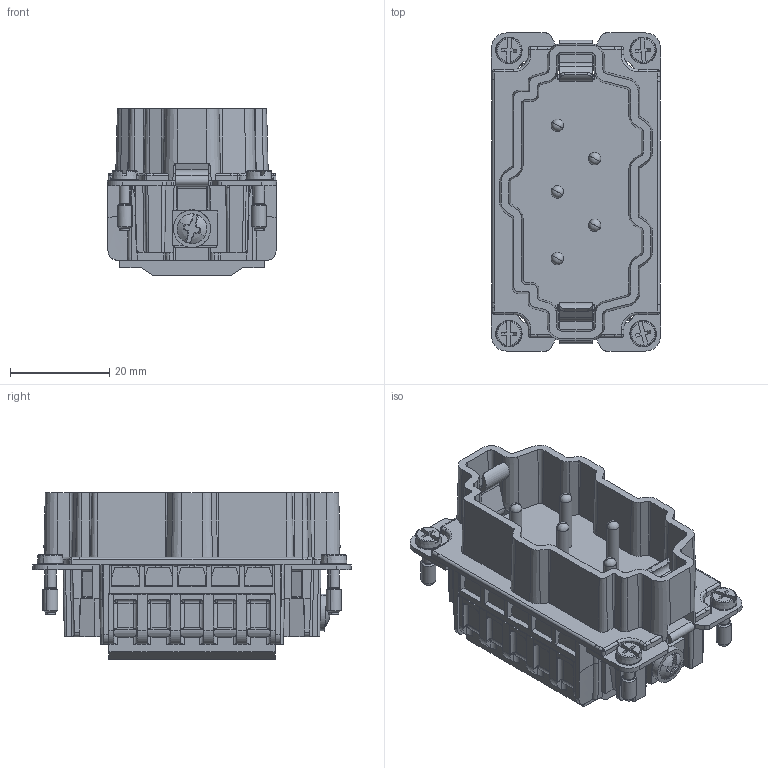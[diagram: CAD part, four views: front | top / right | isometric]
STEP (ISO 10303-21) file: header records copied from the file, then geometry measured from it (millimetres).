
FILE_DESCRIPTION(('CATIA V5 STEP Exchange','CAx-IF Rec.Pracs.--- Model Styling and Organization---1.4--- 2014-01-23'),'2;1');
FILE_NAME ('13466457_3_1967230000_1967230000.stp','2019-10-25T09:40:16+00:00',('none'),('Weidmueller'),'CATIA Version 5-6 Release 2016 SP3 HF44','CATIA V5 STEP AP214','none');
FILE_SCHEMA(('AUTOMOTIVE_DESIGN { 1 0 10303 214 1 1 1 1 }'));
Products named in the file (1): 1967230000
Bounding box: 34 x 64 x 33.5 mm (x, y, z)
Volume: 30050.1 mm3; surface area: 17606.7 mm2
Topology: 1 solids, 21 shells, 1780 faces, 5707 edges, 3904 vertices
Faces by surface type: plane 988, cylinder 426, cone 127, torus 95, sphere 94, extrusion 42, bspline 8
Entity records: 63606 total; most frequent: CARTESIAN_POINT 17568, ORIENTED_EDGE 11234, DIRECTION 7012, EDGE_CURVE 5617, VERTEX_POINT 3904, VECTOR 3495, LINE 3453, AXIS2_PLACEMENT_3D 2343
